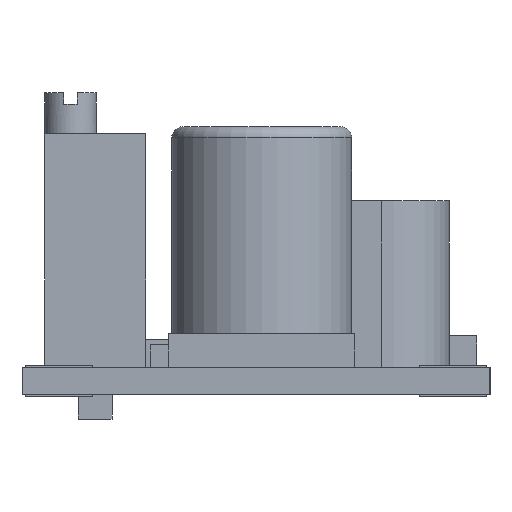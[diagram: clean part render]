
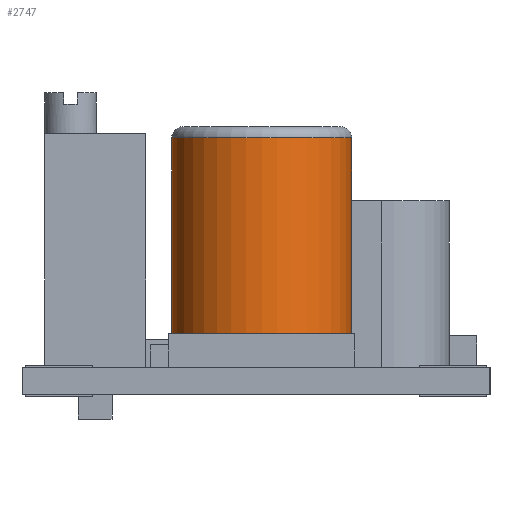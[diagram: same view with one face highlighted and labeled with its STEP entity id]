
A CAD part, left-side view. The second image highlights one B-rep face of the part: STEP entity #2747.
In plain terms, the highlighted cylindrical face has radius 4 mm (diameter 8 mm), a full revolution.
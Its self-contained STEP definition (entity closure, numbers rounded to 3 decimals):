
#23=CYLINDRICAL_SURFACE('',#2930,4.);
#85=CIRCLE('',#2919,4.);
#87=CIRCLE('',#2931,4.);
#88=CIRCLE('',#2932,4.);
#146=FACE_OUTER_BOUND('',#319,.T.);
#319=EDGE_LOOP('',(#1967,#1968,#1969,#1970,#1971));
#594=LINE('',#4132,#919);
#919=VECTOR('',#3343,4.);
#1225=VERTEX_POINT('',#4101);
#1231=VERTEX_POINT('',#4131);
#1232=VERTEX_POINT('',#4133);
#1496=EDGE_CURVE('',#1225,#1225,#85,.T.);
#1510=EDGE_CURVE('',#1225,#1231,#594,.T.);
#1511=EDGE_CURVE('',#1231,#1232,#87,.F.);
#1512=EDGE_CURVE('',#1232,#1231,#88,.F.);
#1967=ORIENTED_EDGE('',*,*,#1496,.T.);
#1968=ORIENTED_EDGE('',*,*,#1510,.T.);
#1969=ORIENTED_EDGE('',*,*,#1511,.T.);
#1970=ORIENTED_EDGE('',*,*,#1512,.T.);
#1971=ORIENTED_EDGE('',*,*,#1510,.F.);
#2747=ADVANCED_FACE('',(#146),#23,.T.);
#2919=AXIS2_PLACEMENT_3D('',#4102,#3307,#3308);
#2930=AXIS2_PLACEMENT_3D('',#4130,#3341,#3342);
#2931=AXIS2_PLACEMENT_3D('',#4134,#3344,#3345);
#2932=AXIS2_PLACEMENT_3D('',#4135,#3346,#3347);
#3307=DIRECTION('center_axis',(0.,0.,1.));
#3308=DIRECTION('ref_axis',(1.,0.,0.));
#3341=DIRECTION('center_axis',(0.,0.,-1.));
#3342=DIRECTION('ref_axis',(-1.,0.,0.));
#3343=DIRECTION('',(0.,0.,1.));
#3344=DIRECTION('center_axis',(0.,0.,1.));
#3345=DIRECTION('ref_axis',(1.,0.,0.));
#3346=DIRECTION('center_axis',(0.,0.,1.));
#3347=DIRECTION('ref_axis',(1.,0.,0.));
#4101=CARTESIAN_POINT('',(-12.65,-0.25,2.7));
#4102=CARTESIAN_POINT('Origin',(-16.65,-0.25,2.7));
#4130=CARTESIAN_POINT('Origin',(-16.65,-0.25,11.9));
#4131=CARTESIAN_POINT('',(-12.65,-0.25,11.4));
#4132=CARTESIAN_POINT('',(-12.65,-0.25,11.9));
#4133=CARTESIAN_POINT('',(-20.65,-0.25,11.4));
#4134=CARTESIAN_POINT('Origin',(-16.65,-0.25,11.4));
#4135=CARTESIAN_POINT('Origin',(-16.65,-0.25,11.4));
